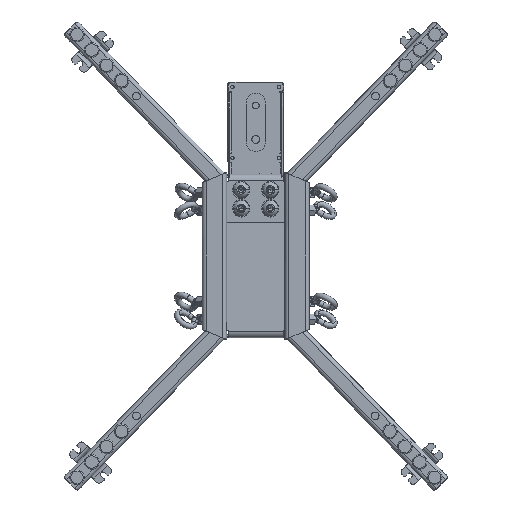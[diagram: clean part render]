
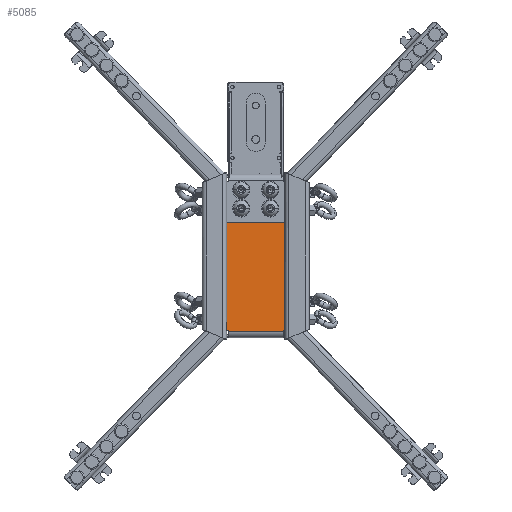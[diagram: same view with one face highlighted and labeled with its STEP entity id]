
A CAD part, front view. The second image highlights one B-rep face of the part: STEP entity #5085.
In plain terms, the highlighted face is planar.
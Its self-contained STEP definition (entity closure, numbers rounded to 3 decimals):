
#2679=CARTESIAN_POINT('',(29.,25.898,77.052));
#2680=DIRECTION('',(0.,-1.,0.026));
#2681=DIRECTION('',(-1.,0.,0.));
#2682=AXIS2_PLACEMENT_3D('',#2679,#2680,#2681);
#2695=DIRECTION('',(0.,-0.026,-1.));
#2696=VECTOR('',#2695,0.412);
#2697=CARTESIAN_POINT('',(-28.5,25.909,77.464));
#2698=LINE('',#2697,#2696);
#2702=DIRECTION('',(1.,0.,0.));
#2703=VECTOR('',#2702,1.);
#2704=CARTESIAN_POINT('',(-30.,25.885,76.552));
#2705=LINE('',#2704,#2703);
#2709=DIRECTION('',(1.,0.,0.));
#2710=VECTOR('',#2709,60.);
#2711=CARTESIAN_POINT('',(-30.,23.001,-33.995));
#2712=LINE('',#2711,#2710);
#2716=DIRECTION('',(-1.,0.,0.));
#2717=VECTOR('',#2716,1.);
#2718=CARTESIAN_POINT('',(30.,25.885,76.552));
#2719=LINE('',#2718,#2717);
#2723=DIRECTION('',(0.,-0.026,-1.));
#2724=VECTOR('',#2723,0.412);
#2725=CARTESIAN_POINT('',(28.5,25.909,77.464));
#2726=LINE('',#2725,#2724);
#2730=DIRECTION('',(-1.,0.,0.));
#2731=VECTOR('',#2730,57.);
#2732=CARTESIAN_POINT('',(28.5,25.909,77.464));
#2733=LINE('',#2732,#2731);
#2737=CARTESIAN_POINT('',(-29.,25.898,77.052));
#2738=DIRECTION('',(0.,-1.,0.026));
#2739=DIRECTION('',(0.,-0.026,-1.));
#2740=AXIS2_PLACEMENT_3D('',#2737,#2738,#2739);
#2844=DIRECTION('',(0.,0.026,1.));
#2845=VECTOR('',#2844,110.585);
#2846=CARTESIAN_POINT('',(30.,23.001,-33.995));
#2847=LINE('',#2846,#2845);
#2881=DIRECTION('',(0.,0.026,1.));
#2882=VECTOR('',#2881,110.585);
#2883=CARTESIAN_POINT('',(-30.,23.001,-33.995));
#2884=LINE('',#2883,#2882);
#4419=CARTESIAN_POINT('',(-30.,23.001,-33.995));
#4420=CARTESIAN_POINT('',(30.,23.001,-33.995));
#4421=VERTEX_POINT('',#4419);
#4422=VERTEX_POINT('',#4420);
#4648=CARTESIAN_POINT('',(28.5,25.909,77.464));
#4650=VERTEX_POINT('',#4648);
#4652=CARTESIAN_POINT('',(-28.5,25.909,77.464));
#4654=VERTEX_POINT('',#4652);
#4668=CARTESIAN_POINT('',(30.,25.885,76.552));
#4670=VERTEX_POINT('',#4668);
#4689=CARTESIAN_POINT('',(-30.,25.885,76.552));
#4690=VERTEX_POINT('',#4689);
#4691=CARTESIAN_POINT('',(28.5,25.898,77.052));
#4693=VERTEX_POINT('',#4691);
#4695=CARTESIAN_POINT('',(29.,25.885,76.552));
#4697=VERTEX_POINT('',#4695);
#4755=CARTESIAN_POINT('',(-29.,25.885,76.552));
#4757=VERTEX_POINT('',#4755);
#4759=CARTESIAN_POINT('',(-28.5,25.898,77.052));
#4761=VERTEX_POINT('',#4759);
#5061=CARTESIAN_POINT('',(-30.,22.999,-34.078));
#5062=DIRECTION('',(0.,1.,-0.026));
#5063=DIRECTION('',(0.,0.026,1.));
#5064=AXIS2_PLACEMENT_3D('',#5061,#5062,#5063);
#5065=PLANE('',#5064);
#5066=ORIENTED_EDGE('',*,*,#5003,.T.);
#5068=ORIENTED_EDGE('',*,*,#5067,.F.);
#5070=ORIENTED_EDGE('',*,*,#5069,.F.);
#5072=ORIENTED_EDGE('',*,*,#5071,.F.);
#5074=ORIENTED_EDGE('',*,*,#5073,.T.);
#5076=ORIENTED_EDGE('',*,*,#5075,.T.);
#5078=ORIENTED_EDGE('',*,*,#5077,.T.);
#5079=ORIENTED_EDGE('',*,*,#5052,.F.);
#5080=ORIENTED_EDGE('',*,*,#5041,.F.);
#5082=ORIENTED_EDGE('',*,*,#5081,.T.);
#5083=EDGE_LOOP('',(#5066,#5068,#5070,#5072,#5074,#5076,#5078,#5079,#5080,
#5082));
#5084=FACE_OUTER_BOUND('',#5083,.F.);
#5085=ADVANCED_FACE('',(#5084),#5065,.T.);
#2683=CIRCLE('',#2682,0.5);
#2741=CIRCLE('',#2740,0.5);
#5003=EDGE_CURVE('',#4654,#4761,#2698,.T.);
#5041=EDGE_CURVE('',#4650,#4693,#2726,.T.);
#5052=EDGE_CURVE('',#4693,#4697,#2683,.T.);
#5067=EDGE_CURVE('',#4757,#4761,#2741,.T.);
#5069=EDGE_CURVE('',#4690,#4757,#2705,.T.);
#5071=EDGE_CURVE('',#4421,#4690,#2884,.T.);
#5073=EDGE_CURVE('',#4421,#4422,#2712,.T.);
#5075=EDGE_CURVE('',#4422,#4670,#2847,.T.);
#5077=EDGE_CURVE('',#4670,#4697,#2719,.T.);
#5081=EDGE_CURVE('',#4650,#4654,#2733,.T.);
